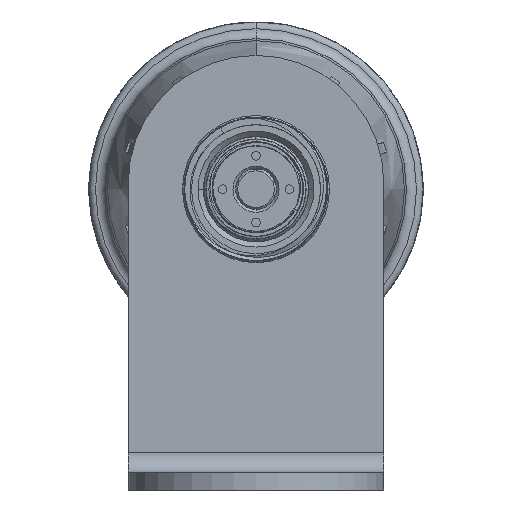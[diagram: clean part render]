
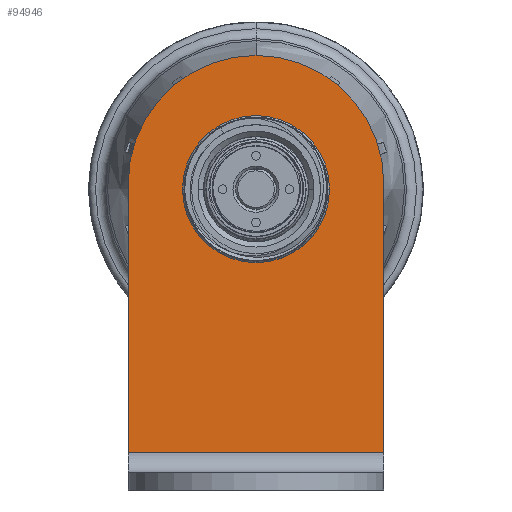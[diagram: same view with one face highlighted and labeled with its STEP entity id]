
A CAD part, front view. The second image highlights one B-rep face of the part: STEP entity #94946.
In plain terms, the highlighted face is planar.
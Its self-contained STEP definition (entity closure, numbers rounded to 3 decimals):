
#94507=DIRECTION('',(0.,-1.,0.));
#94508=VECTOR('',#94507,40.275);
#94509=CARTESIAN_POINT('',(0.,-19.125,2.6));
#94510=LINE('',#94509,#94508);
#94614=DIRECTION('',(0.,-1.,0.));
#94615=VECTOR('',#94614,40.275);
#94616=CARTESIAN_POINT('',(38.25,-19.125,2.6));
#94617=LINE('',#94616,#94615);
#94636=CARTESIAN_POINT('',(19.125,-20.,2.6));
#94637=DIRECTION('',(0.,0.,-1.));
#94638=DIRECTION('',(1.,0.,0.));
#94639=AXIS2_PLACEMENT_3D('',#94636,#94637,#94638);
#94641=CARTESIAN_POINT('',(19.125,-20.,2.6));
#94642=DIRECTION('',(0.,0.,-1.));
#94643=DIRECTION('',(-1.,0.,0.));
#94644=AXIS2_PLACEMENT_3D('',#94641,#94642,#94643);
#94646=CARTESIAN_POINT('',(19.125,-19.125,2.6));
#94647=DIRECTION('',(0.,0.,-1.));
#94648=DIRECTION('',(-1.,0.,0.));
#94649=AXIS2_PLACEMENT_3D('',#94646,#94647,#94648);
#94651=DIRECTION('',(1.,0.,0.));
#94652=VECTOR('',#94651,38.25);
#94653=CARTESIAN_POINT('',(0.,-59.4,2.6));
#94654=LINE('',#94653,#94652);
#94682=CARTESIAN_POINT('',(30.125,-20.,2.6));
#94683=CARTESIAN_POINT('',(8.125,-20.,2.6));
#94684=VERTEX_POINT('',#94682);
#94685=VERTEX_POINT('',#94683);
#94710=CARTESIAN_POINT('',(0.,-59.4,2.6));
#94711=CARTESIAN_POINT('',(38.25,-59.4,2.6));
#94712=VERTEX_POINT('',#94710);
#94713=VERTEX_POINT('',#94711);
#94734=CARTESIAN_POINT('',(38.25,-19.125,2.6));
#94735=VERTEX_POINT('',#94734);
#94736=CARTESIAN_POINT('',(0.,-19.125,2.6));
#94737=VERTEX_POINT('',#94736);
#94928=CARTESIAN_POINT('',(0.,0.,2.6));
#94929=DIRECTION('',(0.,0.,1.));
#94930=DIRECTION('',(0.,-1.,0.));
#94931=AXIS2_PLACEMENT_3D('',#94928,#94929,#94930);
#94932=PLANE('',#94931);
#94934=ORIENTED_EDGE('',*,*,#94933,.T.);
#94935=ORIENTED_EDGE('',*,*,#94906,.T.);
#94936=ORIENTED_EDGE('',*,*,#94922,.F.);
#94937=ORIENTED_EDGE('',*,*,#94749,.F.);
#94938=EDGE_LOOP('',(#94934,#94935,#94936,#94937));
#94939=FACE_OUTER_BOUND('',#94938,.F.);
#94941=ORIENTED_EDGE('',*,*,#94940,.F.);
#94943=ORIENTED_EDGE('',*,*,#94942,.F.);
#94944=EDGE_LOOP('',(#94941,#94943));
#94945=FACE_BOUND('',#94944,.F.);
#94946=ADVANCED_FACE('',(#94939,#94945),#94932,.T.);
#94640=CIRCLE('',#94639,11.);
#94645=CIRCLE('',#94644,11.);
#94650=CIRCLE('',#94649,19.125);
#94749=EDGE_CURVE('',#94737,#94712,#94510,.T.);
#94906=EDGE_CURVE('',#94735,#94713,#94617,.T.);
#94922=EDGE_CURVE('',#94712,#94713,#94654,.T.);
#94933=EDGE_CURVE('',#94737,#94735,#94650,.T.);
#94940=EDGE_CURVE('',#94684,#94685,#94640,.T.);
#94942=EDGE_CURVE('',#94685,#94684,#94645,.T.);
